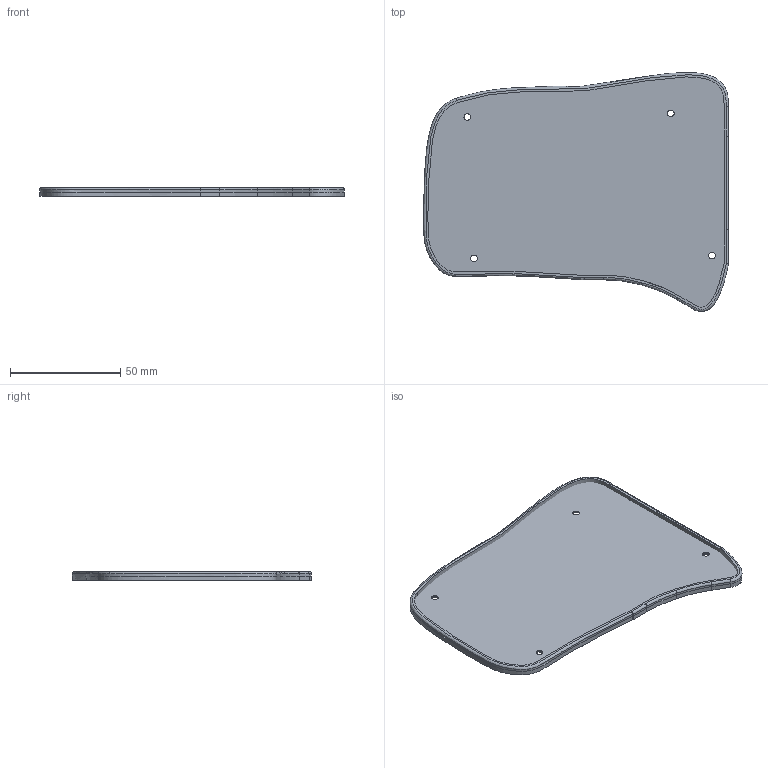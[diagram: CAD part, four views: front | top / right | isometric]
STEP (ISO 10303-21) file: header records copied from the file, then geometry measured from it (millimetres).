
FILE_DESCRIPTION(/* description */ (''),/* implementation_level */ '2;1');
FILE_NAME(/* name */ 'cnc-case.step',/* time_stamp */ '2024-08-12T17:41:43+02:00',/* author */ (''),/* organization */ (''),/* preprocessor_version */ 'ST-DEVELOPER v20',/* originating_system */ 'Autodesk Translation Framework v13.14.0.145',/* authorisation */ '');
FILE_SCHEMA (('AUTOMOTIVE_DESIGN { 1 0 10303 214 3 1 1 }'));
Length unit declared in the file: millimetre
Products named in the file (1): (Unsaved)
Bounding box: 138.24 x 108.35 x 4 mm (x, y, z)
Volume: 52497.7 mm3; surface area: 55759.8 mm2
Topology: 3 solids, 3 shells, 76 faces, 188 edges, 118 vertices
Faces by surface type: bspline 27, plane 26, cylinder 13, cone 8, sphere 2
Full cylindrical faces by diameter (mm): 3 x8
Entity records: 4863 total; most frequent: CARTESIAN_POINT 3157, ORIENTED_EDGE 376, DIRECTION 269, EDGE_CURVE 188, VERTEX_POINT 118, LINE 99, VECTOR 99, EDGE_LOOP 94
